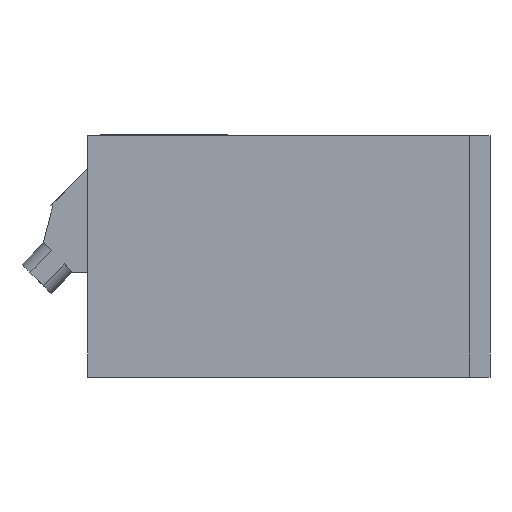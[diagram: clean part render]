
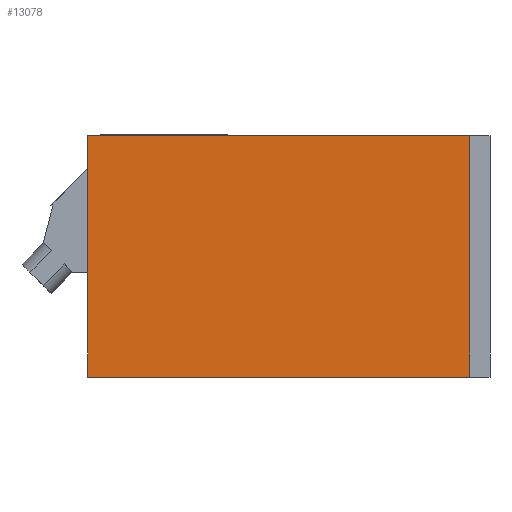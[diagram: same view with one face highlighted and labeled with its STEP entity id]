
A CAD part, front view. The second image highlights one B-rep face of the part: STEP entity #13078.
In plain terms, the highlighted face is planar.
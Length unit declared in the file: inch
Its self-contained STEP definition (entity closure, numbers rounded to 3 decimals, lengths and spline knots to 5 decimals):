
#711 = VECTOR ( 'NONE', #6370, 39.37008 ) ;
#1296 = DIRECTION ( 'NONE',  ( 1., 0., 0. ) ) ;
#1520 = EDGE_CURVE ( 'NONE', #2564, #10799, #12085, .T. ) ;
#2068 = EDGE_CURVE ( 'NONE', #10799, #13765, #9298, .T. ) ;
#2564 = VERTEX_POINT ( 'NONE', #12285 ) ;
#3105 = CARTESIAN_POINT ( 'NONE',  ( 0.75, 2.5, -1.4475 ) ) ;
#5240 = PLANE ( 'NONE',  #14023 ) ;
#5367 = EDGE_LOOP ( 'NONE', ( #8831, #13628, #9901, #5676 ) ) ;
#5676 = ORIENTED_EDGE ( 'NONE', *, *, #7770, .T. ) ;
#5971 = CARTESIAN_POINT ( 'NONE',  ( 0.75, 0.125, -1.4475 ) ) ;
#6370 = DIRECTION ( 'NONE',  ( 0., -1., 0. ) ) ;
#6509 = CARTESIAN_POINT ( 'NONE',  ( 0.75, 0., -1.4475 ) ) ;
#6558 = VECTOR ( 'NONE', #8732, 39.37008 ) ;
#6936 = EDGE_CURVE ( 'NONE', #2564, #8172, #7534, .T. ) ;
#7534 = LINE ( 'NONE', #3105, #6558 ) ;
#7662 = LINE ( 'NONE', #6509, #711 ) ;
#7770 = EDGE_CURVE ( 'NONE', #8172, #13765, #7662, .T. ) ;
#8172 = VERTEX_POINT ( 'NONE', #13474 ) ;
#8287 = DIRECTION ( 'NONE',  ( 0., -1., 0. ) ) ;
#8732 = DIRECTION ( 'NONE',  ( 1., 0., 0. ) ) ;
#8831 = ORIENTED_EDGE ( 'NONE', *, *, #2068, .F. ) ;
#9298 = LINE ( 'NONE', #5971, #13778 ) ;
#9396 = CARTESIAN_POINT ( 'NONE',  ( -0.75, 1.25, -1.4475 ) ) ;
#9857 = DIRECTION ( 'NONE',  ( 0., 0., -1. ) ) ;
#9901 = ORIENTED_EDGE ( 'NONE', *, *, #6936, .T. ) ;
#10799 = VERTEX_POINT ( 'NONE', #14042 ) ;
#11159 = CARTESIAN_POINT ( 'NONE',  ( 0.75, 0., -1.4475 ) ) ;
#11878 = FACE_OUTER_BOUND ( 'NONE', #5367, .T. ) ;
#12085 = LINE ( 'NONE', #9396, #14361 ) ;
#12285 = CARTESIAN_POINT ( 'NONE',  ( -0.75, 2.5, -1.4475 ) ) ;
#13078 = ADVANCED_FACE ( 'NONE', ( #11878 ), #5240, .T. ) ;
#13474 = CARTESIAN_POINT ( 'NONE',  ( 0.75, 2.5, -1.4475 ) ) ;
#13628 = ORIENTED_EDGE ( 'NONE', *, *, #1520, .F. ) ;
#13765 = VERTEX_POINT ( 'NONE', #14264 ) ;
#13778 = VECTOR ( 'NONE', #1296, 39.37008 ) ;
#14023 = AXIS2_PLACEMENT_3D ( 'NONE', #11159, #9857, #14536 ) ;
#14042 = CARTESIAN_POINT ( 'NONE',  ( -0.75, 0.125, -1.4475 ) ) ;
#14264 = CARTESIAN_POINT ( 'NONE',  ( 0.75, 0.125, -1.4475 ) ) ;
#14361 = VECTOR ( 'NONE', #8287, 39.37008 ) ;
#14536 = DIRECTION ( 'NONE',  ( 0., -1., 0. ) ) ;
